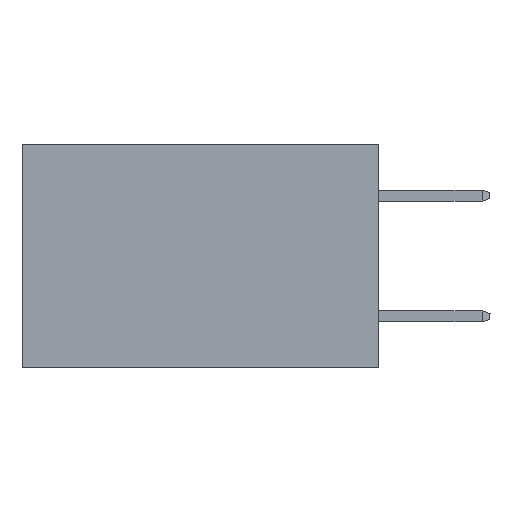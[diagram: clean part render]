
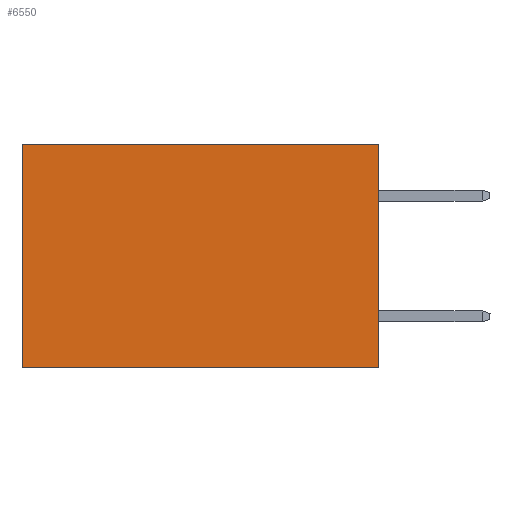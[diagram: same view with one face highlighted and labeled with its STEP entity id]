
A CAD part, left-side view. The second image highlights one B-rep face of the part: STEP entity #6550.
In plain terms, the highlighted planar face has unit normal (-1, 0, 0).
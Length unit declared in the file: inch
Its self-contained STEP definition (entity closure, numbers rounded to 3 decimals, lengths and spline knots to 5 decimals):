
#70 = FACE_OUTER_BOUND ( 'NONE', #204, .T. ) ;
#204 = EDGE_LOOP ( 'NONE', ( #1528, #312, #321, #418 ) ) ;
#312 = ORIENTED_EDGE ( 'NONE', *, *, #5715, .F. ) ;
#321 = ORIENTED_EDGE ( 'NONE', *, *, #7657, .F. ) ;
#418 = ORIENTED_EDGE ( 'NONE', *, *, #7945, .T. ) ;
#767 = VERTEX_POINT ( 'NONE', #7404 ) ;
#1215 = VERTEX_POINT ( 'NONE', #3006 ) ;
#1528 = ORIENTED_EDGE ( 'NONE', *, *, #2434, .T. ) ;
#1664 = DIRECTION ( 'NONE',  ( 0., 1., 0. ) ) ;
#1890 = LINE ( 'NONE', #8793, #7504 ) ;
#2316 = VECTOR ( 'NONE', #7058, 39.37008 ) ;
#2434 = EDGE_CURVE ( 'NONE', #8071, #6307, #7870, .T. ) ;
#2888 = CARTESIAN_POINT ( 'NONE',  ( 0.277, 0., -0.37 ) ) ;
#3006 = CARTESIAN_POINT ( 'NONE',  ( 0.277, 0., -0.37 ) ) ;
#3553 = CARTESIAN_POINT ( 'NONE',  ( 0.277, 0.59, -0.37 ) ) ;
#3944 = LINE ( 'NONE', #6681, #5439 ) ;
#4815 = CARTESIAN_POINT ( 'NONE',  ( 0.277, 0.59, 0. ) ) ;
#5439 = VECTOR ( 'NONE', #1664, 39.37008 ) ;
#5660 = DIRECTION ( 'NONE',  ( 0., 0., -1. ) ) ;
#5715 = EDGE_CURVE ( 'NONE', #1215, #6307, #1890, .T. ) ;
#6307 = VERTEX_POINT ( 'NONE', #3553 ) ;
#6451 = DIRECTION ( 'NONE',  ( 0., 0., -1. ) ) ;
#6459 = DIRECTION ( 'NONE',  ( 1., 0., 0. ) ) ;
#6550 = ADVANCED_FACE ( 'NONE', ( #70 ), #6737, .F. ) ;
#6623 = CARTESIAN_POINT ( 'NONE',  ( 0.277, 0., -0.37 ) ) ;
#6681 = CARTESIAN_POINT ( 'NONE',  ( 0.277, 0., 0. ) ) ;
#6737 = PLANE ( 'NONE',  #7449 ) ;
#7058 = DIRECTION ( 'NONE',  ( 0., 0., -1. ) ) ;
#7357 = CARTESIAN_POINT ( 'NONE',  ( 0.277, 0.59, -0.37 ) ) ;
#7404 = CARTESIAN_POINT ( 'NONE',  ( 0.277, 0., 0. ) ) ;
#7449 = AXIS2_PLACEMENT_3D ( 'NONE', #6623, #6459, #6451 ) ;
#7504 = VECTOR ( 'NONE', #8855, 39.37008 ) ;
#7654 = VECTOR ( 'NONE', #5660, 39.37008 ) ;
#7657 = EDGE_CURVE ( 'NONE', #767, #1215, #7859, .T. ) ;
#7859 = LINE ( 'NONE', #2888, #2316 ) ;
#7870 = LINE ( 'NONE', #7357, #7654 ) ;
#7945 = EDGE_CURVE ( 'NONE', #767, #8071, #3944, .T. ) ;
#8071 = VERTEX_POINT ( 'NONE', #4815 ) ;
#8793 = CARTESIAN_POINT ( 'NONE',  ( 0.277, 0., -0.37 ) ) ;
#8855 = DIRECTION ( 'NONE',  ( 0., 1., 0. ) ) ;
